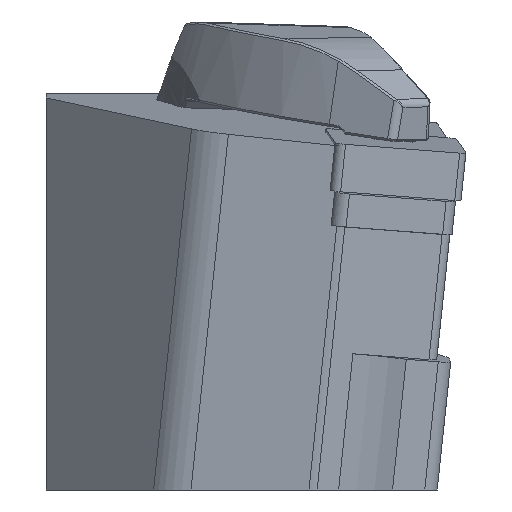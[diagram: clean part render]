
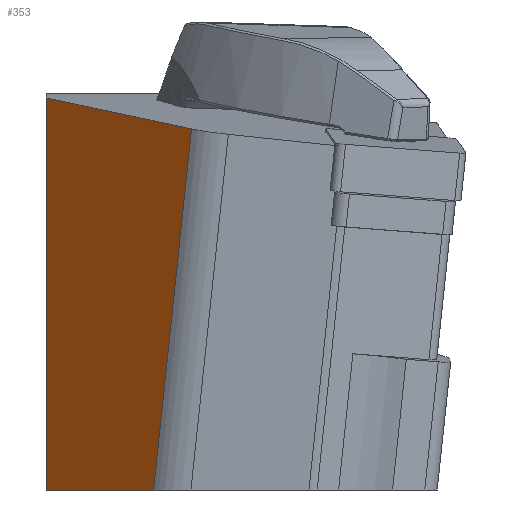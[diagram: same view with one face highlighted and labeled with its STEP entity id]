
A CAD part, left-side view. The second image highlights one B-rep face of the part: STEP entity #353.
In plain terms, the highlighted planar face has unit normal (-0.703, 0.711, 0).
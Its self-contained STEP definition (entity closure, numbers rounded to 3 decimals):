
#353=ADVANCED_FACE('',(#537),#473,.T.);
#473=PLANE('',#2271);
#537=FACE_OUTER_BOUND('',#660,.T.);
#660=EDGE_LOOP('',(#882,#883,#884,#885));
#882=ORIENTED_EDGE('',*,*,#1681,.F.);
#883=ORIENTED_EDGE('',*,*,#1651,.T.);
#884=ORIENTED_EDGE('',*,*,#1629,.F.);
#885=ORIENTED_EDGE('',*,*,#1683,.F.);
#1425=VERTEX_POINT('',#2972);
#1426=VERTEX_POINT('',#2974);
#1445=VERTEX_POINT('',#3040);
#1465=VERTEX_POINT('',#3099);
#1629=EDGE_CURVE('',#1425,#1426,#1941,.T.);
#1651=EDGE_CURVE('',#1445,#1426,#1957,.T.);
#1681=EDGE_CURVE('',#1445,#1465,#1982,.T.);
#1683=EDGE_CURVE('',#1465,#1425,#1983,.T.);
#1941=LINE('',#2973,#2103);
#1957=LINE('',#3039,#2119);
#1982=LINE('',#3098,#2144);
#1983=LINE('',#3102,#2145);
#2103=VECTOR('',#2457,1.);
#2119=VECTOR('',#2481,1.);
#2144=VECTOR('',#2534,1.);
#2145=VECTOR('',#2539,1.);
#2271=AXIS2_PLACEMENT_3D('',#3103,#2540,#2541);
#2457=DIRECTION('',(0.001,0.,1.));
#2481=DIRECTION('',(0.703,0.696,0.147));
#2534=DIRECTION('',(0.105,0.104,-0.989));
#2539=DIRECTION('',(0.711,0.703,0.));
#2540=DIRECTION('',(-0.703,0.711,0.));
#2541=DIRECTION('',(-0.711,-0.703,0.));
#2972=CARTESIAN_POINT('',(16.48,0.,-32.));
#2973=CARTESIAN_POINT('',(16.49,0.,-14.306));
#2974=CARTESIAN_POINT('',(16.502,0.,5.293));
#3039=CARTESIAN_POINT('',(-31.667,-47.639,-4.805));
#3040=CARTESIAN_POINT('',(2.504,-13.844,2.358));
#3098=CARTESIAN_POINT('',(4.563,-11.796,-17.126));
#3099=CARTESIAN_POINT('',(6.135,-10.233,-32.));
#3102=CARTESIAN_POINT('',(12.765,-3.675,-32.));
#3103=CARTESIAN_POINT('',(188.193,169.817,21.369));
